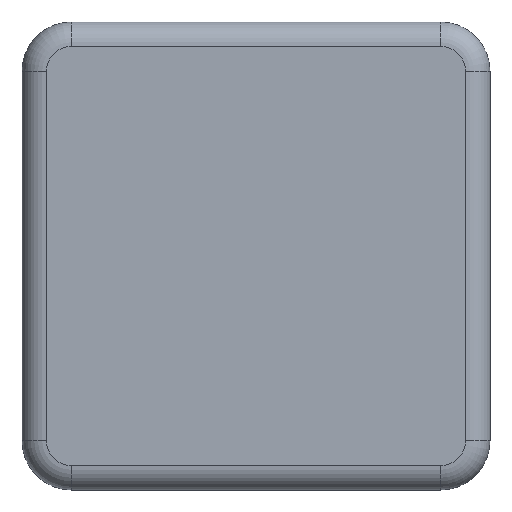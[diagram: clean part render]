
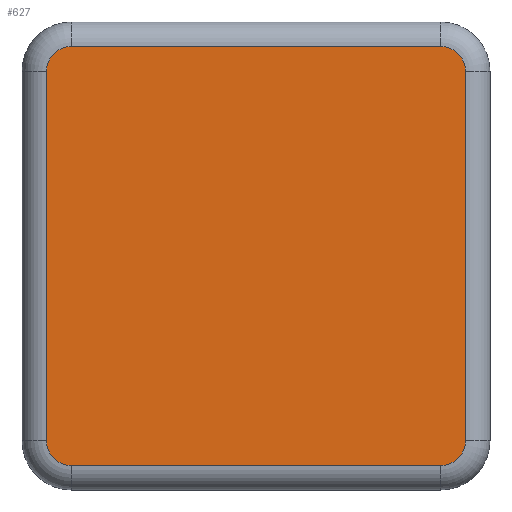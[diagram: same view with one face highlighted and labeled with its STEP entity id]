
A CAD part, front view. The second image highlights one B-rep face of the part: STEP entity #627.
In plain terms, the highlighted planar face has unit normal (0, -1, 0).
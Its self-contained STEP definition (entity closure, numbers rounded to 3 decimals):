
#71 = CYLINDRICAL_SURFACE('',#72,2.);
#72 = AXIS2_PLACEMENT_3D('',#73,#74,#75);
#73 = CARTESIAN_POINT('',(-15.05,-34.3,17.05));
#74 = DIRECTION('',(1.,0.,0.));
#75 = DIRECTION('',(0.,0.,1.));
#155 = TOROIDAL_SURFACE('',#156,2.,2.);
#156 = AXIS2_PLACEMENT_3D('',#157,#158,#159);
#157 = CARTESIAN_POINT('',(-15.05,-34.3,15.05));
#158 = DIRECTION('',(0.,-1.,0.));
#159 = DIRECTION('',(-1.,0.,0.));
#222 = VERTEX_POINT('',#223);
#223 = CARTESIAN_POINT('',(-15.05,-36.3,17.05));
#243 = EDGE_CURVE('',#222,#244,#246,.T.);
#244 = VERTEX_POINT('',#245);
#245 = CARTESIAN_POINT('',(15.05,-36.3,17.05));
#246 = SURFACE_CURVE('',#247,(#251,#257),.PCURVE_S1.);
#247 = LINE('',#248,#249);
#248 = CARTESIAN_POINT('',(-15.05,-36.3,17.05));
#249 = VECTOR('',#250,1.);
#250 = DIRECTION('',(1.,0.,0.));
#251 = PCURVE('',#71,#252);
#252 = DEFINITIONAL_REPRESENTATION('',(#253),#256);
#253 = B_SPLINE_CURVE_WITH_KNOTS('',1,(#254,#255),.UNSPECIFIED.,.F.,.F.,
  (2,2),(0.,30.1),.PIECEWISE_BEZIER_KNOTS.);
#254 = CARTESIAN_POINT('',(1.571,0.));
#255 = CARTESIAN_POINT('',(1.571,30.1));
#256 = ( GEOMETRIC_REPRESENTATION_CONTEXT(2) 
PARAMETRIC_REPRESENTATION_CONTEXT() REPRESENTATION_CONTEXT('2D SPACE',''
  ) );
#257 = PCURVE('',#258,#263);
#258 = PLANE('',#259);
#259 = AXIS2_PLACEMENT_3D('',#260,#261,#262);
#260 = CARTESIAN_POINT('',(0.,-36.3,0.));
#261 = DIRECTION('',(0.,1.,0.));
#262 = DIRECTION('',(0.,0.,1.));
#263 = DEFINITIONAL_REPRESENTATION('',(#264),#268);
#264 = LINE('',#265,#266);
#265 = CARTESIAN_POINT('',(17.05,-15.05));
#266 = VECTOR('',#267,1.);
#267 = DIRECTION('',(0.,1.));
#268 = ( GEOMETRIC_REPRESENTATION_CONTEXT(2) 
PARAMETRIC_REPRESENTATION_CONTEXT() REPRESENTATION_CONTEXT('2D SPACE',''
  ) );
#284 = TOROIDAL_SURFACE('',#285,2.,2.);
#285 = AXIS2_PLACEMENT_3D('',#286,#287,#288);
#286 = CARTESIAN_POINT('',(15.05,-34.3,15.05));
#287 = DIRECTION('',(0.,-1.,0.));
#288 = DIRECTION('',(0.,0.,1.));
#452 = VERTEX_POINT('',#453);
#453 = CARTESIAN_POINT('',(-17.05,-36.3,15.05));
#467 = CYLINDRICAL_SURFACE('',#468,2.);
#468 = AXIS2_PLACEMENT_3D('',#469,#470,#471);
#469 = CARTESIAN_POINT('',(-17.05,-34.3,-15.05));
#470 = DIRECTION('',(0.,0.,1.));
#471 = DIRECTION('',(-1.,0.,0.));
#480 = EDGE_CURVE('',#452,#222,#481,.T.);
#481 = SURFACE_CURVE('',#482,(#487,#493),.PCURVE_S1.);
#482 = CIRCLE('',#483,2.);
#483 = AXIS2_PLACEMENT_3D('',#484,#485,#486);
#484 = CARTESIAN_POINT('',(-15.05,-36.3,15.05));
#485 = DIRECTION('',(0.,1.,0.));
#486 = DIRECTION('',(-1.,0.,0.));
#487 = PCURVE('',#155,#488);
#488 = DEFINITIONAL_REPRESENTATION('',(#489),#492);
#489 = B_SPLINE_CURVE_WITH_KNOTS('',1,(#490,#491),.UNSPECIFIED.,.F.,.F.,
  (2,2),(-0.,1.571),.PIECEWISE_BEZIER_KNOTS.);
#490 = CARTESIAN_POINT('',(0.,1.571));
#491 = CARTESIAN_POINT('',(-1.571,1.571));
#492 = ( GEOMETRIC_REPRESENTATION_CONTEXT(2) 
PARAMETRIC_REPRESENTATION_CONTEXT() REPRESENTATION_CONTEXT('2D SPACE',''
  ) );
#493 = PCURVE('',#258,#494);
#494 = DEFINITIONAL_REPRESENTATION('',(#495),#499);
#495 = CIRCLE('',#496,2.);
#496 = AXIS2_PLACEMENT_2D('',#497,#498);
#497 = CARTESIAN_POINT('',(15.05,-15.05));
#498 = DIRECTION('',(0.,-1.));
#499 = ( GEOMETRIC_REPRESENTATION_CONTEXT(2) 
PARAMETRIC_REPRESENTATION_CONTEXT() REPRESENTATION_CONTEXT('2D SPACE',''
  ) );
#627 = ADVANCED_FACE('',(#628),#258,.F.);
#628 = FACE_BOUND('',#629,.F.);
#629 = EDGE_LOOP('',(#630,#631,#654,#681,#709,#736,#764,#784));
#630 = ORIENTED_EDGE('',*,*,#243,.T.);
#631 = ORIENTED_EDGE('',*,*,#632,.T.);
#632 = EDGE_CURVE('',#244,#633,#635,.T.);
#633 = VERTEX_POINT('',#634);
#634 = CARTESIAN_POINT('',(17.05,-36.3,15.05));
#635 = SURFACE_CURVE('',#636,(#641,#648),.PCURVE_S1.);
#636 = CIRCLE('',#637,2.);
#637 = AXIS2_PLACEMENT_3D('',#638,#639,#640);
#638 = CARTESIAN_POINT('',(15.05,-36.3,15.05));
#639 = DIRECTION('',(0.,1.,0.));
#640 = DIRECTION('',(0.,0.,1.));
#641 = PCURVE('',#258,#642);
#642 = DEFINITIONAL_REPRESENTATION('',(#643),#647);
#643 = CIRCLE('',#644,2.);
#644 = AXIS2_PLACEMENT_2D('',#645,#646);
#645 = CARTESIAN_POINT('',(15.05,15.05));
#646 = DIRECTION('',(1.,0.));
#647 = ( GEOMETRIC_REPRESENTATION_CONTEXT(2) 
PARAMETRIC_REPRESENTATION_CONTEXT() REPRESENTATION_CONTEXT('2D SPACE',''
  ) );
#648 = PCURVE('',#284,#649);
#649 = DEFINITIONAL_REPRESENTATION('',(#650),#653);
#650 = B_SPLINE_CURVE_WITH_KNOTS('',1,(#651,#652),.UNSPECIFIED.,.F.,.F.,
  (2,2),(-0.,1.571),.PIECEWISE_BEZIER_KNOTS.);
#651 = CARTESIAN_POINT('',(0.,1.571));
#652 = CARTESIAN_POINT('',(-1.571,1.571));
#653 = ( GEOMETRIC_REPRESENTATION_CONTEXT(2) 
PARAMETRIC_REPRESENTATION_CONTEXT() REPRESENTATION_CONTEXT('2D SPACE',''
  ) );
#654 = ORIENTED_EDGE('',*,*,#655,.T.);
#655 = EDGE_CURVE('',#633,#656,#658,.T.);
#656 = VERTEX_POINT('',#657);
#657 = CARTESIAN_POINT('',(17.05,-36.3,-15.05));
#658 = SURFACE_CURVE('',#659,(#663,#670),.PCURVE_S1.);
#659 = LINE('',#660,#661);
#660 = CARTESIAN_POINT('',(17.05,-36.3,15.05));
#661 = VECTOR('',#662,1.);
#662 = DIRECTION('',(0.,0.,-1.));
#663 = PCURVE('',#258,#664);
#664 = DEFINITIONAL_REPRESENTATION('',(#665),#669);
#665 = LINE('',#666,#667);
#666 = CARTESIAN_POINT('',(15.05,17.05));
#667 = VECTOR('',#668,1.);
#668 = DIRECTION('',(-1.,0.));
#669 = ( GEOMETRIC_REPRESENTATION_CONTEXT(2) 
PARAMETRIC_REPRESENTATION_CONTEXT() REPRESENTATION_CONTEXT('2D SPACE',''
  ) );
#670 = PCURVE('',#671,#676);
#671 = CYLINDRICAL_SURFACE('',#672,2.);
#672 = AXIS2_PLACEMENT_3D('',#673,#674,#675);
#673 = CARTESIAN_POINT('',(17.05,-34.3,15.05));
#674 = DIRECTION('',(0.,0.,-1.));
#675 = DIRECTION('',(1.,0.,0.));
#676 = DEFINITIONAL_REPRESENTATION('',(#677),#680);
#677 = B_SPLINE_CURVE_WITH_KNOTS('',1,(#678,#679),.UNSPECIFIED.,.F.,.F.,
  (2,2),(0.,30.1),.PIECEWISE_BEZIER_KNOTS.);
#678 = CARTESIAN_POINT('',(1.571,0.));
#679 = CARTESIAN_POINT('',(1.571,30.1));
#680 = ( GEOMETRIC_REPRESENTATION_CONTEXT(2) 
PARAMETRIC_REPRESENTATION_CONTEXT() REPRESENTATION_CONTEXT('2D SPACE',''
  ) );
#681 = ORIENTED_EDGE('',*,*,#682,.T.);
#682 = EDGE_CURVE('',#656,#683,#685,.T.);
#683 = VERTEX_POINT('',#684);
#684 = CARTESIAN_POINT('',(15.05,-36.3,-17.05));
#685 = SURFACE_CURVE('',#686,(#691,#698),.PCURVE_S1.);
#686 = CIRCLE('',#687,2.);
#687 = AXIS2_PLACEMENT_3D('',#688,#689,#690);
#688 = CARTESIAN_POINT('',(15.05,-36.3,-15.05));
#689 = DIRECTION('',(0.,1.,0.));
#690 = DIRECTION('',(1.,0.,0.));
#691 = PCURVE('',#258,#692);
#692 = DEFINITIONAL_REPRESENTATION('',(#693),#697);
#693 = CIRCLE('',#694,2.);
#694 = AXIS2_PLACEMENT_2D('',#695,#696);
#695 = CARTESIAN_POINT('',(-15.05,15.05));
#696 = DIRECTION('',(0.,1.));
#697 = ( GEOMETRIC_REPRESENTATION_CONTEXT(2) 
PARAMETRIC_REPRESENTATION_CONTEXT() REPRESENTATION_CONTEXT('2D SPACE',''
  ) );
#698 = PCURVE('',#699,#704);
#699 = TOROIDAL_SURFACE('',#700,2.,2.);
#700 = AXIS2_PLACEMENT_3D('',#701,#702,#703);
#701 = CARTESIAN_POINT('',(15.05,-34.3,-15.05));
#702 = DIRECTION('',(0.,-1.,0.));
#703 = DIRECTION('',(1.,0.,0.));
#704 = DEFINITIONAL_REPRESENTATION('',(#705),#708);
#705 = B_SPLINE_CURVE_WITH_KNOTS('',1,(#706,#707),.UNSPECIFIED.,.F.,.F.,
  (2,2),(-0.,1.571),.PIECEWISE_BEZIER_KNOTS.);
#706 = CARTESIAN_POINT('',(0.,1.571));
#707 = CARTESIAN_POINT('',(-1.571,1.571));
#708 = ( GEOMETRIC_REPRESENTATION_CONTEXT(2) 
PARAMETRIC_REPRESENTATION_CONTEXT() REPRESENTATION_CONTEXT('2D SPACE',''
  ) );
#709 = ORIENTED_EDGE('',*,*,#710,.T.);
#710 = EDGE_CURVE('',#683,#711,#713,.T.);
#711 = VERTEX_POINT('',#712);
#712 = CARTESIAN_POINT('',(-15.05,-36.3,-17.05));
#713 = SURFACE_CURVE('',#714,(#718,#725),.PCURVE_S1.);
#714 = LINE('',#715,#716);
#715 = CARTESIAN_POINT('',(15.05,-36.3,-17.05));
#716 = VECTOR('',#717,1.);
#717 = DIRECTION('',(-1.,0.,0.));
#718 = PCURVE('',#258,#719);
#719 = DEFINITIONAL_REPRESENTATION('',(#720),#724);
#720 = LINE('',#721,#722);
#721 = CARTESIAN_POINT('',(-17.05,15.05));
#722 = VECTOR('',#723,1.);
#723 = DIRECTION('',(0.,-1.));
#724 = ( GEOMETRIC_REPRESENTATION_CONTEXT(2) 
PARAMETRIC_REPRESENTATION_CONTEXT() REPRESENTATION_CONTEXT('2D SPACE',''
  ) );
#725 = PCURVE('',#726,#731);
#726 = CYLINDRICAL_SURFACE('',#727,2.);
#727 = AXIS2_PLACEMENT_3D('',#728,#729,#730);
#728 = CARTESIAN_POINT('',(15.05,-34.3,-17.05));
#729 = DIRECTION('',(-1.,0.,0.));
#730 = DIRECTION('',(-0.,0.,-1.));
#731 = DEFINITIONAL_REPRESENTATION('',(#732),#735);
#732 = B_SPLINE_CURVE_WITH_KNOTS('',1,(#733,#734),.UNSPECIFIED.,.F.,.F.,
  (2,2),(0.,30.1),.PIECEWISE_BEZIER_KNOTS.);
#733 = CARTESIAN_POINT('',(1.571,0.));
#734 = CARTESIAN_POINT('',(1.571,30.1));
#735 = ( GEOMETRIC_REPRESENTATION_CONTEXT(2) 
PARAMETRIC_REPRESENTATION_CONTEXT() REPRESENTATION_CONTEXT('2D SPACE',''
  ) );
#736 = ORIENTED_EDGE('',*,*,#737,.T.);
#737 = EDGE_CURVE('',#711,#738,#740,.T.);
#738 = VERTEX_POINT('',#739);
#739 = CARTESIAN_POINT('',(-17.05,-36.3,-15.05));
#740 = SURFACE_CURVE('',#741,(#746,#753),.PCURVE_S1.);
#741 = CIRCLE('',#742,2.);
#742 = AXIS2_PLACEMENT_3D('',#743,#744,#745);
#743 = CARTESIAN_POINT('',(-15.05,-36.3,-15.05));
#744 = DIRECTION('',(0.,1.,0.));
#745 = DIRECTION('',(0.,0.,-1.));
#746 = PCURVE('',#258,#747);
#747 = DEFINITIONAL_REPRESENTATION('',(#748),#752);
#748 = CIRCLE('',#749,2.);
#749 = AXIS2_PLACEMENT_2D('',#750,#751);
#750 = CARTESIAN_POINT('',(-15.05,-15.05));
#751 = DIRECTION('',(-1.,0.));
#752 = ( GEOMETRIC_REPRESENTATION_CONTEXT(2) 
PARAMETRIC_REPRESENTATION_CONTEXT() REPRESENTATION_CONTEXT('2D SPACE',''
  ) );
#753 = PCURVE('',#754,#759);
#754 = TOROIDAL_SURFACE('',#755,2.,2.);
#755 = AXIS2_PLACEMENT_3D('',#756,#757,#758);
#756 = CARTESIAN_POINT('',(-15.05,-34.3,-15.05));
#757 = DIRECTION('',(0.,-1.,0.));
#758 = DIRECTION('',(0.,0.,-1.));
#759 = DEFINITIONAL_REPRESENTATION('',(#760),#763);
#760 = B_SPLINE_CURVE_WITH_KNOTS('',1,(#761,#762),.UNSPECIFIED.,.F.,.F.,
  (2,2),(-0.,1.571),.PIECEWISE_BEZIER_KNOTS.);
#761 = CARTESIAN_POINT('',(0.,1.571));
#762 = CARTESIAN_POINT('',(-1.571,1.571));
#763 = ( GEOMETRIC_REPRESENTATION_CONTEXT(2) 
PARAMETRIC_REPRESENTATION_CONTEXT() REPRESENTATION_CONTEXT('2D SPACE',''
  ) );
#764 = ORIENTED_EDGE('',*,*,#765,.T.);
#765 = EDGE_CURVE('',#738,#452,#766,.T.);
#766 = SURFACE_CURVE('',#767,(#771,#778),.PCURVE_S1.);
#767 = LINE('',#768,#769);
#768 = CARTESIAN_POINT('',(-17.05,-36.3,-15.05));
#769 = VECTOR('',#770,1.);
#770 = DIRECTION('',(0.,0.,1.));
#771 = PCURVE('',#258,#772);
#772 = DEFINITIONAL_REPRESENTATION('',(#773),#777);
#773 = LINE('',#774,#775);
#774 = CARTESIAN_POINT('',(-15.05,-17.05));
#775 = VECTOR('',#776,1.);
#776 = DIRECTION('',(1.,0.));
#777 = ( GEOMETRIC_REPRESENTATION_CONTEXT(2) 
PARAMETRIC_REPRESENTATION_CONTEXT() REPRESENTATION_CONTEXT('2D SPACE',''
  ) );
#778 = PCURVE('',#467,#779);
#779 = DEFINITIONAL_REPRESENTATION('',(#780),#783);
#780 = B_SPLINE_CURVE_WITH_KNOTS('',1,(#781,#782),.UNSPECIFIED.,.F.,.F.,
  (2,2),(0.,30.1),.PIECEWISE_BEZIER_KNOTS.);
#781 = CARTESIAN_POINT('',(1.571,0.));
#782 = CARTESIAN_POINT('',(1.571,30.1));
#783 = ( GEOMETRIC_REPRESENTATION_CONTEXT(2) 
PARAMETRIC_REPRESENTATION_CONTEXT() REPRESENTATION_CONTEXT('2D SPACE',''
  ) );
#784 = ORIENTED_EDGE('',*,*,#480,.T.);
